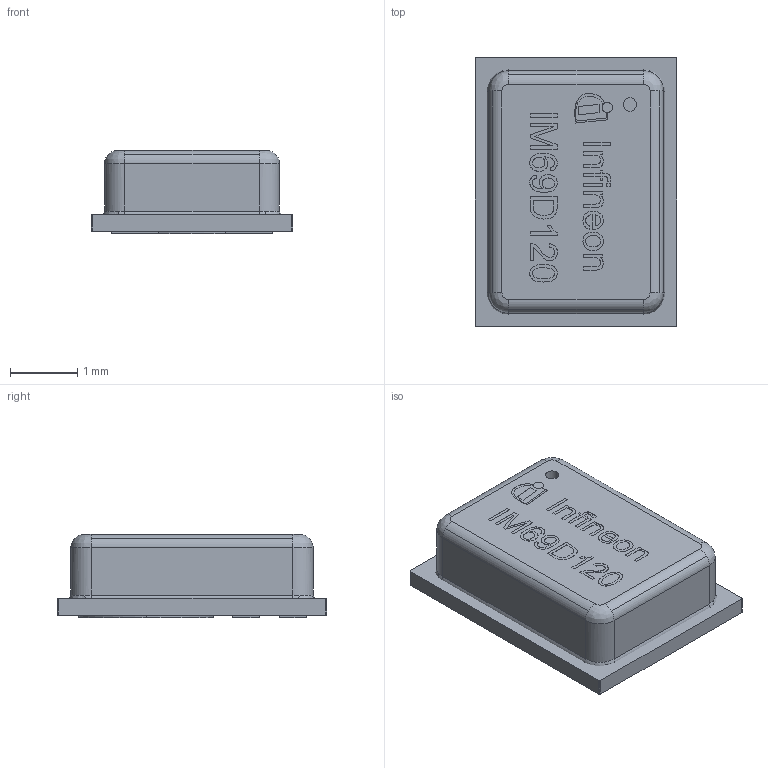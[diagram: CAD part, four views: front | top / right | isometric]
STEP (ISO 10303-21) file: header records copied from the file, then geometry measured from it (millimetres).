
FILE_DESCRIPTION (( 'STEP AP214' ), '1' );
FILE_NAME ('21AB9B9C-425B-4559-A47B-065E76F7C4AF.STEP', '2025-07-30T12:45:53', ( '' ), ( '' ), 'SwSTEP 2.0', 'SolidWorks 2022', '' );
FILE_SCHEMA (( 'AUTOMOTIVE_DESIGN' ));
Length unit declared in the file: millimetre
Products named in the file (1): 21AB9B9C-425B-4559-A47B-065E76F7C4AF
Bounding box: 3 x 4 x 1.24 mm (x, y, z)
Volume: 11.6 mm3; surface area: 70 mm2
Topology: 28 solids, 28 shells, 748 faces, 1970 edges, 1308 vertices
Faces by surface type: bspline 398, plane 300, cylinder 50
Entity records: 27209 total; most frequent: CARTESIAN_POINT 11067, ORIENTED_EDGE 3940, EDGE_CURVE 1970, DIRECTION 1960, VERTEX_POINT 1308, VECTOR 1074, LINE 1074, B_SPLINE_CURVE_WITH_KNOTS 804
